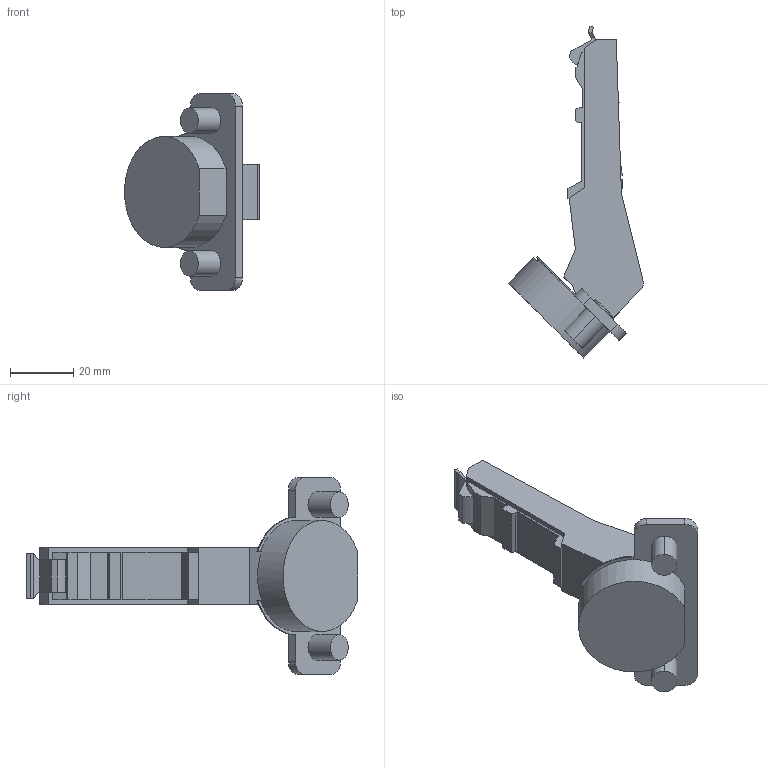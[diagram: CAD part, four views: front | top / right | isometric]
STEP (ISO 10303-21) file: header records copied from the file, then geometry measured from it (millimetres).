
FILE_DESCRIPTION((''),'2;1');
FILE_NAME('702-0D97-SD3DCL','2022-11-08T11:27:41',('marino.prodan'),('Audax d.o.o.'),'CREO PARAMETRIC BY PTC INC, 2021304','CREO PARAMETRIC BY PTC INC, 2021304','');
FILE_SCHEMA(('AUTOMOTIVE_DESIGN { 1 0 10303 214 1 1 1 1 }'));
Length unit declared in the file: millimetre
Products named in the file (1): 702-0D97-SD3DCL
Bounding box: 42.53 x 104.64 x 62.1 mm (x, y, z)
Volume: 33439.4 mm3; surface area: 15747.3 mm2
Topology: 1 solids, 1 shells, 242 faces, 686 edges, 460 vertices
Faces by surface type: plane 175, cylinder 57, cone 6, sphere 4
Entity records: 10493 total; most frequent: CARTESIAN_POINT 1630, ORIENTED_EDGE 1372, DIRECTION 1282, PRESENTATION_STYLE_ASSIGNMENT 687, STYLED_ITEM 687, CURVE_STYLE 686, EDGE_CURVE 686, VECTOR 504
